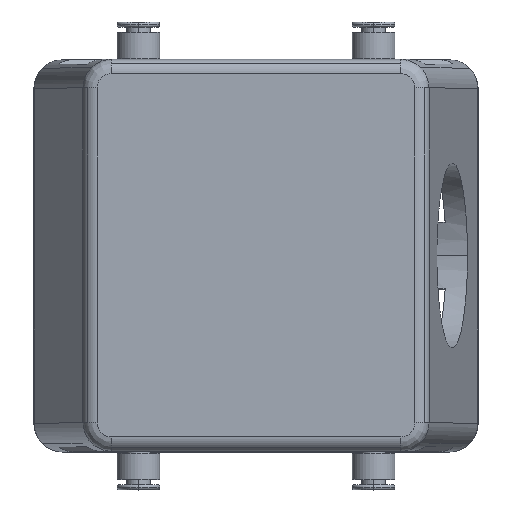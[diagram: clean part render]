
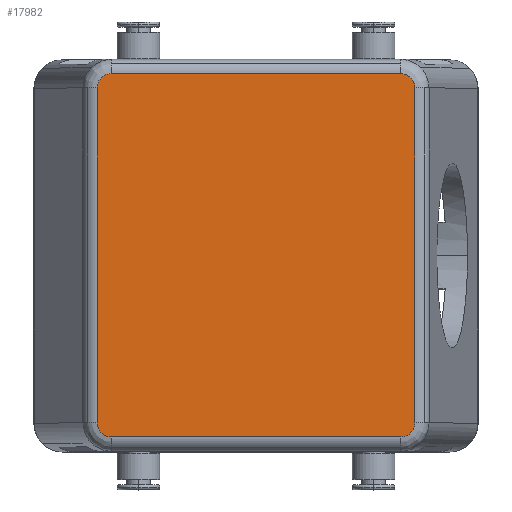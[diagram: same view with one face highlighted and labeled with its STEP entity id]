
A CAD part, top view. The second image highlights one B-rep face of the part: STEP entity #17982.
In plain terms, the highlighted planar face has unit normal (0, 0, 1).
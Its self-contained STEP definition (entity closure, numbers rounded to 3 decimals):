
#841=CARTESIAN_POINT('',(-33.462,-35.25,94.0));
#842=VERTEX_POINT('',#841);
#850=CARTESIAN_POINT('',(-33.462,35.25,94.0));
#851=VERTEX_POINT('',#850);
#852=CARTESIAN_POINT('',(-33.462,-35.25,94.0));
#853=DIRECTION('',(0.0,1.0,0.0));
#854=VECTOR('',#853,70.5);
#855=LINE('',#852,#854);
#856=EDGE_CURVE('',#842,#851,#855,.T.);
#17397=CARTESIAN_POINT('',(30.42,-38.25,94.0));
#17398=VERTEX_POINT('',#17397);
#17406=CARTESIAN_POINT('',(-30.42,-38.25,94.0));
#17407=VERTEX_POINT('',#17406);
#17408=CARTESIAN_POINT('',(30.42,-38.25,94.0));
#17409=DIRECTION('',(-1.0,0.0,0.0));
#17410=VECTOR('',#17409,60.84);
#17411=LINE('',#17408,#17410);
#17412=EDGE_CURVE('',#17398,#17407,#17411,.T.);
#17517=CARTESIAN_POINT('',(-30.42,-35.25,94.0));
#17518=DIRECTION('',(0.0,0.0,-1.0));
#17519=DIRECTION('',(-1.0,0.0,0.0));
#17520=AXIS2_PLACEMENT_3D('',#17517,#17518,#17519);
#17521=ELLIPSE('',#17520,3.042,3.0);
#17522=EDGE_CURVE('',#17407,#842,#17521,.T.);
#17609=CARTESIAN_POINT('',(33.462,-35.25,94.0));
#17610=VERTEX_POINT('',#17609);
#17618=CARTESIAN_POINT('',(30.42,-35.25,94.0));
#17619=DIRECTION('',(0.0,0.0,-1.0));
#17620=DIRECTION('',(1.0,0.0,0.0));
#17621=AXIS2_PLACEMENT_3D('',#17618,#17619,#17620);
#17622=ELLIPSE('',#17621,3.042,3.0);
#17623=EDGE_CURVE('',#17610,#17398,#17622,.T.);
#17669=CARTESIAN_POINT('',(33.462,35.25,94.0));
#17670=VERTEX_POINT('',#17669);
#17678=CARTESIAN_POINT('',(33.462,35.25,94.0));
#17679=DIRECTION('',(0.0,-1.0,0.0));
#17680=VECTOR('',#17679,70.5);
#17681=LINE('',#17678,#17680);
#17682=EDGE_CURVE('',#17670,#17610,#17681,.T.);
#17769=CARTESIAN_POINT('',(-30.42,38.25,94.0));
#17770=VERTEX_POINT('',#17769);
#17789=CARTESIAN_POINT('',(-30.42,35.25,94.0));
#17790=DIRECTION('',(0.0,0.0,-1.0));
#17791=DIRECTION('',(-1.0,0.0,0.0));
#17792=AXIS2_PLACEMENT_3D('',#17789,#17790,#17791);
#17793=ELLIPSE('',#17792,3.042,3.0);
#17794=EDGE_CURVE('',#851,#17770,#17793,.T.);
#17881=CARTESIAN_POINT('',(30.42,38.25,94.0));
#17882=VERTEX_POINT('',#17881);
#17890=CARTESIAN_POINT('',(30.42,35.25,94.0));
#17891=DIRECTION('',(0.0,0.0,-1.0));
#17892=DIRECTION('',(1.0,0.0,0.0));
#17893=AXIS2_PLACEMENT_3D('',#17890,#17891,#17892);
#17894=ELLIPSE('',#17893,3.042,3.0);
#17895=EDGE_CURVE('',#17882,#17670,#17894,.T.);
#17911=CARTESIAN_POINT('',(-30.42,38.25,94.0));
#17912=DIRECTION('',(1.0,0.0,0.0));
#17913=VECTOR('',#17912,60.84);
#17914=LINE('',#17911,#17913);
#17915=EDGE_CURVE('',#17770,#17882,#17914,.T.);
#17967=CARTESIAN_POINT('',(36.0,0.0,94.0));
#17968=DIRECTION('',(0.0,0.0,1.0));
#17969=DIRECTION('',(1.0,0.0,0.0));
#17970=AXIS2_PLACEMENT_3D('',#17967,#17968,#17969);
#17971=PLANE('',#17970);
#17972=ORIENTED_EDGE('',*,*,#17412,.F.);
#17973=ORIENTED_EDGE('',*,*,#17623,.F.);
#17974=ORIENTED_EDGE('',*,*,#17682,.F.);
#17975=ORIENTED_EDGE('',*,*,#17895,.F.);
#17976=ORIENTED_EDGE('',*,*,#17915,.F.);
#17977=ORIENTED_EDGE('',*,*,#17794,.F.);
#17978=ORIENTED_EDGE('',*,*,#856,.F.);
#17979=ORIENTED_EDGE('',*,*,#17522,.F.);
#17980=EDGE_LOOP('',(#17972,#17973,#17974,#17975,#17976,#17977,#17978,#17979));
#17981=FACE_OUTER_BOUND('',#17980,.T.);
#17982=ADVANCED_FACE('',(#17981),#17971,.T.);
